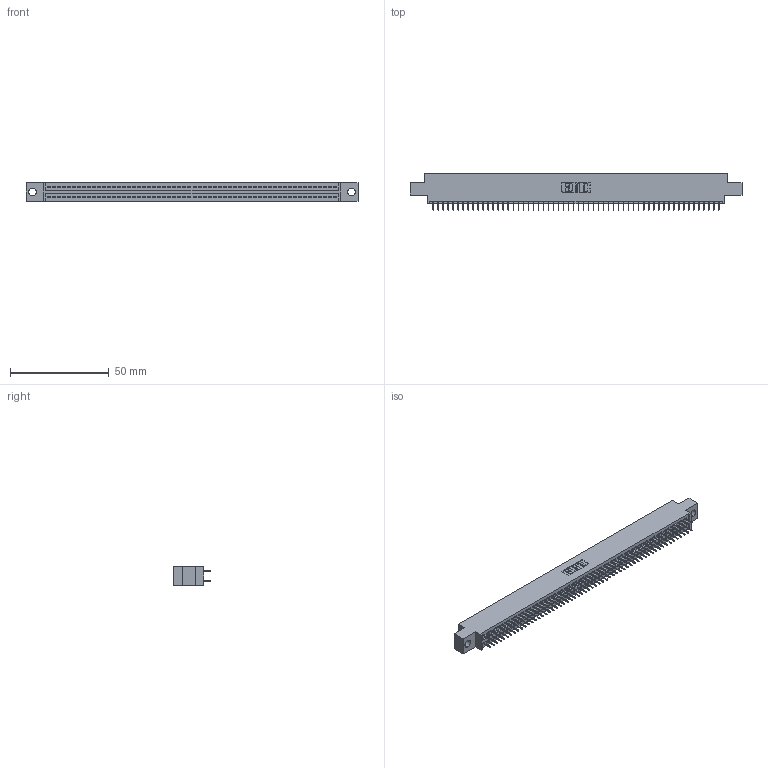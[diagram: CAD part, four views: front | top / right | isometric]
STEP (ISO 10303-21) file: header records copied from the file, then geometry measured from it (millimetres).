
FILE_DESCRIPTION (( 'STEP AP203' ), '1' );
FILE_NAME ('345-116-525-804.STEP', '2020-09-21T23:26:13', ( '' ), ( '' ), 'SwSTEP 2.0', 'SolidWorks 2020', '' );
FILE_SCHEMA (( 'CONFIG_CONTROL_DESIGN' ));
Length unit declared in the file: inch
Products named in the file (3): 345-116-525-804; 345-292-001_345-293-125; 345 Part_0.170 Offset - 0.156 Dia-TH
Assembly tree (117 placements, depth 2):
  345-116-525-804
    345 Part_0.170 Offset - 0.156 Dia-TH
    345-292-001_345-293-125  x116
Bounding box: 168.53 x 18.72 x 9.4 mm (x, y, z)
Volume: 16127.4 mm3; surface area: 23532.2 mm2
Topology: 117 solids, 117 shells, 6394 faces, 18101 edges, 11602 vertices
Faces by surface type: plane 4608, cylinder 1786
Entity records: 43563 total; most frequent: CARTESIAN_POINT 7288, ORIENTED_EDGE 7222, DIRECTION 6407, EDGE_CURVE 3611, VECTOR 3251, LINE 3251, VERTEX_POINT 2402, AXIS2_PLACEMENT_3D 1578
